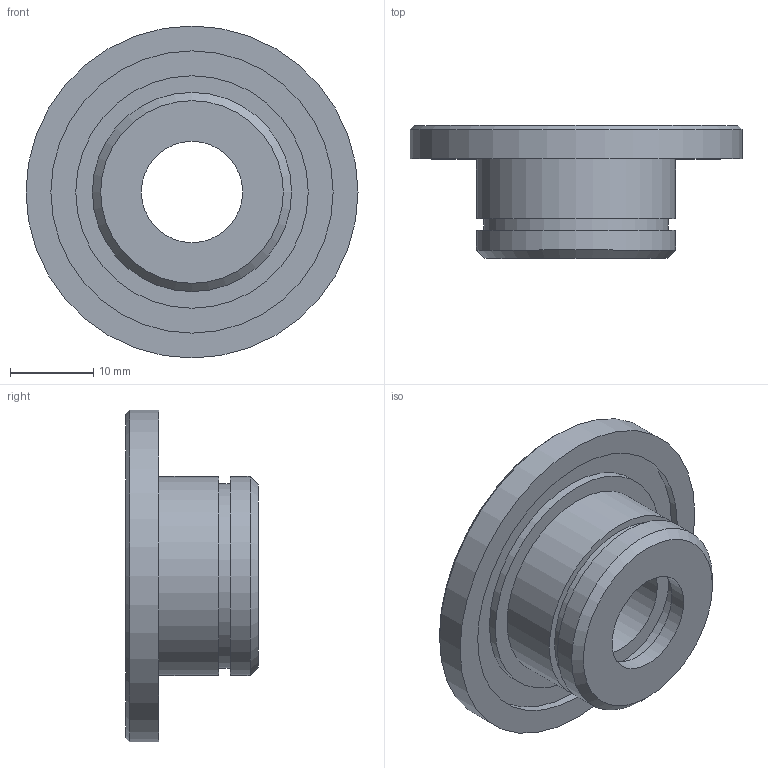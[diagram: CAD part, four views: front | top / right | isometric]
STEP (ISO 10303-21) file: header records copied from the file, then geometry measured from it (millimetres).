
FILE_DESCRIPTION(/* description */ ('Unknown'),/* implementation_level */ '2;1');
FILE_NAME(/* name */ 'palier',/* time_stamp */ '2020-11-16T18:59:20+01:00',/* author */ ('Unknown'),/* organization */ ('Unknown'),/* preprocessor_version */ 'ST-DEVELOPER v16.7',/* originating_system */ 'DEX',/* authorisation */ $);
FILE_SCHEMA (('AUTOMOTIVE_DESIGN {1 0 10303 214 3 1 1}'));
Length unit declared in the file: millimetre
Products named in the file (1): palier
Bounding box: 40 x 16 x 40 mm (x, y, z)
Volume: 7698 mm3; surface area: 4943.9 mm2
Topology: 1 solids, 1 shells, 25 faces, 39 edges, 25 vertices
Faces by surface type: plane 11, cylinder 11, cone 3
Full cylindrical faces by diameter (mm): 12.2 x3, 16.2 x2, 22.2 x1, 24 x2, 28 x1, 34 x1, 40 x1
Entity records: 538 total; most frequent: DIRECTION 102, CARTESIAN_POINT 76, AXIS2_PLACEMENT_3D 51, ORIENTED_EDGE 50, EDGE_LOOP 50, FACE_BOUND 50, EDGE_CURVE 25, VERTEX_POINT 25
